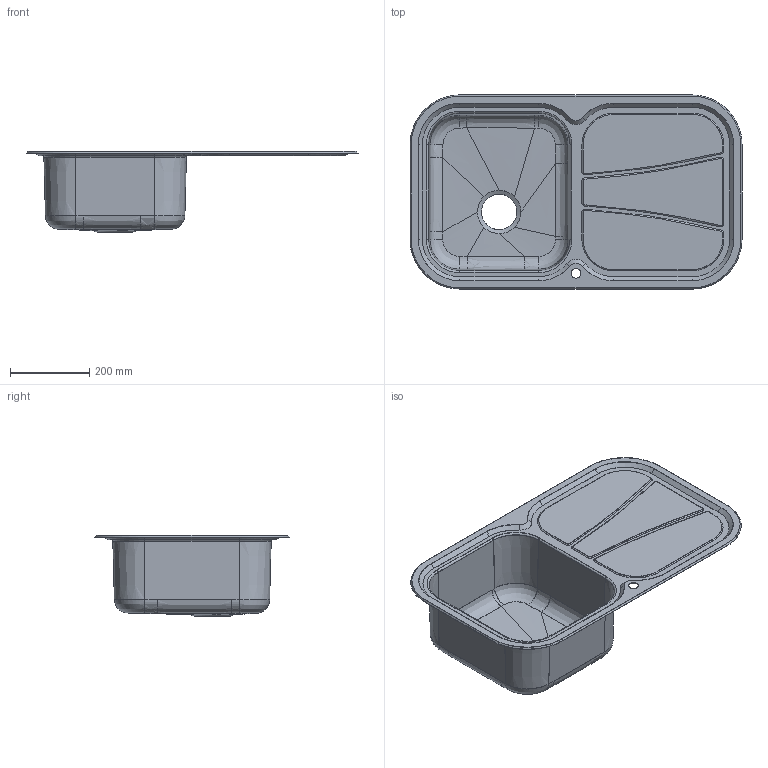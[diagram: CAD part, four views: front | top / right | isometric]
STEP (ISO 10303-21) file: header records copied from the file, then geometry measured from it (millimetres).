
FILE_DESCRIPTION(/* description */ (''),/* implementation_level */ '2;1');
FILE_NAME(/* name */ '8349ARH',/* time_stamp */ '2020-03-09T12:04:26+08:00',/* author */ (''),/* organization */ (''),/* preprocessor_version */ 'ST-DEVELOPER v9',/* originating_system */ 'UGS - NX 4.0',/* authorisation */ '');
FILE_SCHEMA (('AUTOMOTIVE_DESIGN { 1 0 10303 214 1 1 1 1 }'));
Length unit declared in the file: millimetre
Products named in the file (1): Admi6435wilt
Bounding box: 838 x 490 x 205 mm (x, y, z)
Volume: 629714.5 mm3; surface area: 1266777.2 mm2
Topology: 1 solids, 1 shells, 192 faces, 520 edges, 340 vertices
Faces by surface type: bspline 110, plane 56, cylinder 9, cone 8, torus 8, extrusion 1
Full cylindrical faces by diameter (mm): 25 x1
Entity records: 10368 total; most frequent: CARTESIAN_POINT 6620, ORIENTED_EDGE 1026, EDGE_CURVE 513, DIRECTION 434, VERTEX_POINT 337, EDGE_LOOP 210, B_SPLINE_CURVE_WITH_KNOTS 202, ADVANCED_FACE 192
